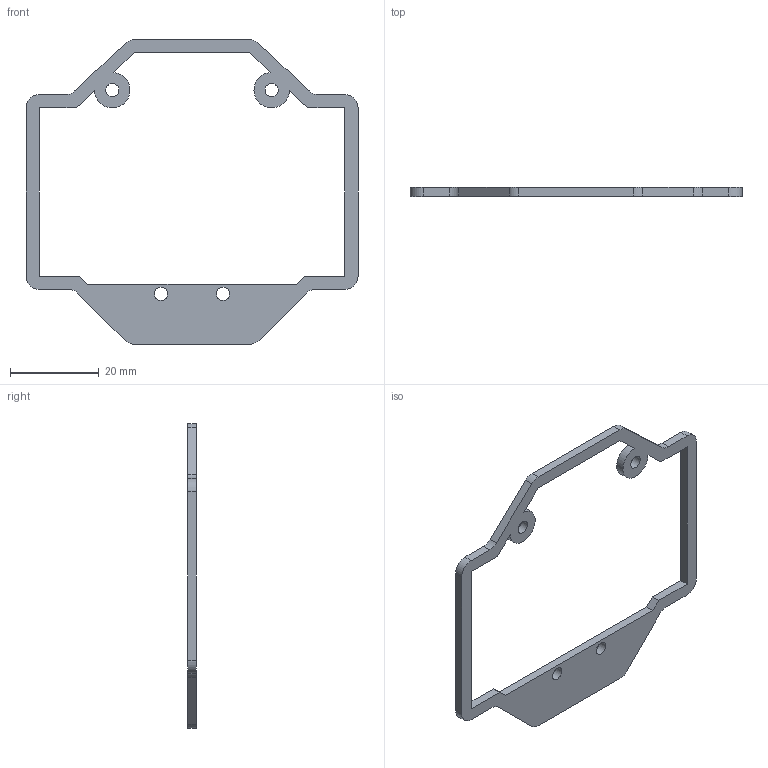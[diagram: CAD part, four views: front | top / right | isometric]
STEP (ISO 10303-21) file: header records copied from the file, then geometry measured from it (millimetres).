
FILE_DESCRIPTION(/* description */ (''),/* implementation_level */ '2;1');
FILE_NAME(/* name */ 'CME_encosure_02 v5_flexible.step',/* time_stamp */ '2018-07-23T14:37:39+02:00',/* author */ ('maarten.weyn'),/* organization */ (''),/* preprocessor_version */ 'ST-DEVELOPER v17',/* originating_system */ 'Autodesk Translation Framework v7.1.0.215',/* authorisation */ '');
FILE_SCHEMA (('AUTOMOTIVE_DESIGN { 1 0 10303 214 3 1 1 }'));
Length unit declared in the file: millimetre
Products named in the file (2): CME_encosure_02; closing2
Assembly tree (1 placements, depth 2):
  CME_encosure_02
    closing2
Bounding box: 75 x 2 x 68.83 mm (x, y, z)
Volume: 2363.6 mm3; surface area: 3443.9 mm2
Topology: 1 solids, 1 shells, 46 faces, 132 edges, 88 vertices
Faces by surface type: plane 28, cylinder 18
Full cylindrical faces by diameter (mm): 3 x4
Entity records: 1585 total; most frequent: CARTESIAN_POINT 269, DIRECTION 266, ORIENTED_EDGE 264, EDGE_CURVE 132, LINE 96, VECTOR 96, VERTEX_POINT 88, AXIS2_PLACEMENT_3D 85
